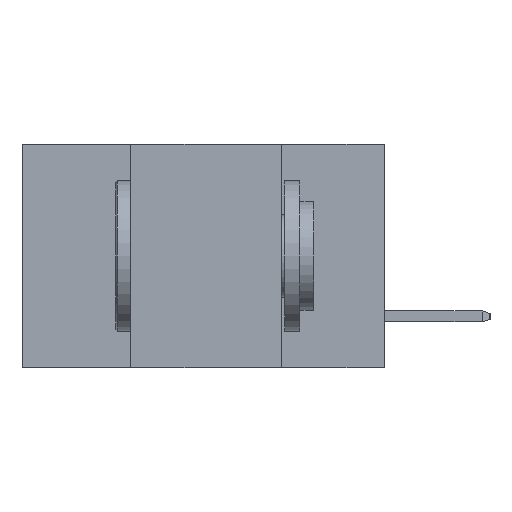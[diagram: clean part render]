
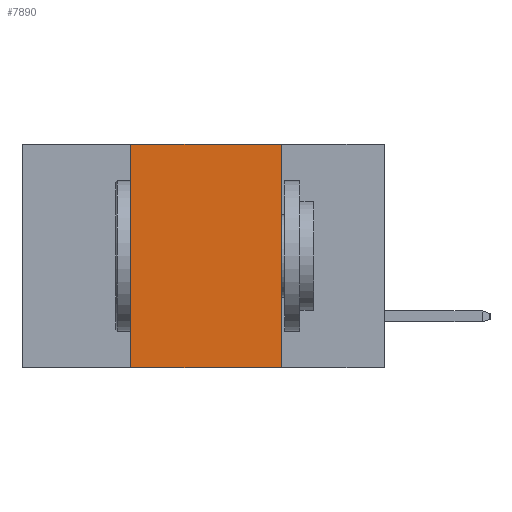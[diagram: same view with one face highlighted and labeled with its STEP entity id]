
A CAD part, left-side view. The second image highlights one B-rep face of the part: STEP entity #7890.
In plain terms, the highlighted planar face has unit normal (-1, 0, 0).
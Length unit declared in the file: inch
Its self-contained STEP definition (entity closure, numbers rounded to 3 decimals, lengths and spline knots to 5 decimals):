
#148 = DIRECTION ( 'NONE',  ( 0., -1., 0. ) ) ;
#222 = DIRECTION ( 'NONE',  ( 0., 0., -1. ) ) ;
#1500 = LINE ( 'NONE', #13110, #11927 ) ;
#1909 = LINE ( 'NONE', #8146, #7425 ) ;
#2670 = EDGE_CURVE ( 'NONE', #3565, #5412, #1909, .T. ) ;
#3004 = EDGE_CURVE ( 'NONE', #5295, #3565, #12070, .T. ) ;
#3062 = AXIS2_PLACEMENT_3D ( 'NONE', #7000, #7037, #222 ) ;
#3124 = EDGE_CURVE ( 'NONE', #12946, #5295, #1500, .T. ) ;
#3148 = EDGE_CURVE ( 'NONE', #12946, #5412, #3300, .T. ) ;
#3300 = LINE ( 'NONE', #10220, #5818 ) ;
#3330 = CARTESIAN_POINT ( 'NONE',  ( 0., 0.17, 0. ) ) ;
#3565 = VERTEX_POINT ( 'NONE', #3330 ) ;
#4045 = ORIENTED_EDGE ( 'NONE', *, *, #3124, .F. ) ;
#4174 = CARTESIAN_POINT ( 'NONE',  ( 0., 0.6, 0. ) ) ;
#4218 = CARTESIAN_POINT ( 'NONE',  ( 0., 0.42, -0.37 ) ) ;
#4546 = VECTOR ( 'NONE', #148, 39.37008 ) ;
#4645 = FACE_OUTER_BOUND ( 'NONE', #12314, .T. ) ;
#5295 = VERTEX_POINT ( 'NONE', #6832 ) ;
#5412 = VERTEX_POINT ( 'NONE', #6998 ) ;
#5818 = VECTOR ( 'NONE', #10133, 39.37008 ) ;
#5953 = DIRECTION ( 'NONE',  ( 0., 0., 1. ) ) ;
#6832 = CARTESIAN_POINT ( 'NONE',  ( 0., 0.42, 0. ) ) ;
#6998 = CARTESIAN_POINT ( 'NONE',  ( 0., 0.17, -0.37 ) ) ;
#7000 = CARTESIAN_POINT ( 'NONE',  ( 0., 0.6, 0. ) ) ;
#7037 = DIRECTION ( 'NONE',  ( 1., 0., 0. ) ) ;
#7425 = VECTOR ( 'NONE', #9401, 39.37008 ) ;
#7890 = ADVANCED_FACE ( 'NONE', ( #4645 ), #10958, .F. ) ;
#8146 = CARTESIAN_POINT ( 'NONE',  ( 0., 0.17, -0.37 ) ) ;
#9142 = ORIENTED_EDGE ( 'NONE', *, *, #2670, .F. ) ;
#9401 = DIRECTION ( 'NONE',  ( 0., 0., -1. ) ) ;
#9443 = ORIENTED_EDGE ( 'NONE', *, *, #3148, .T. ) ;
#10133 = DIRECTION ( 'NONE',  ( 0., -1., 0. ) ) ;
#10220 = CARTESIAN_POINT ( 'NONE',  ( 0., 0.6, -0.37 ) ) ;
#10958 = PLANE ( 'NONE',  #3062 ) ;
#11659 = ORIENTED_EDGE ( 'NONE', *, *, #3004, .F. ) ;
#11927 = VECTOR ( 'NONE', #5953, 39.37008 ) ;
#12070 = LINE ( 'NONE', #4174, #4546 ) ;
#12314 = EDGE_LOOP ( 'NONE', ( #9142, #11659, #4045, #9443 ) ) ;
#12946 = VERTEX_POINT ( 'NONE', #4218 ) ;
#13110 = CARTESIAN_POINT ( 'NONE',  ( 0., 0.42, -0.37 ) ) ;
